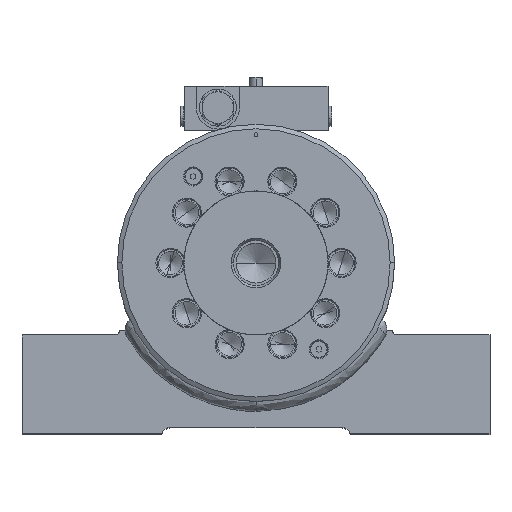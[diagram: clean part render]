
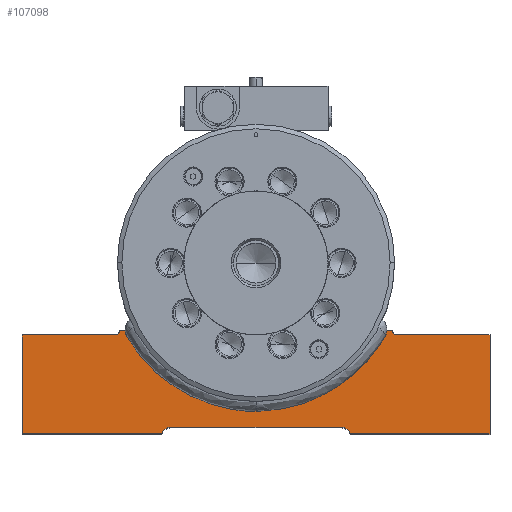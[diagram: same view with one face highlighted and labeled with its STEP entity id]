
A CAD part, top view. The second image highlights one B-rep face of the part: STEP entity #107098.
In plain terms, the highlighted planar face has unit normal (0, 0, 1).
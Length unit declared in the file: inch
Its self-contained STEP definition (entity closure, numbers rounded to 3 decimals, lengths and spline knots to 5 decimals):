
#1263 = CARTESIAN_POINT ( 'NONE',  ( 6.5, -4.75, -1.12475 ) ) ;
#2315 = DIRECTION ( 'NONE',  ( -1., 0., 0. ) ) ;
#2678 = VERTEX_POINT ( 'NONE', #136137 ) ;
#4722 = VERTEX_POINT ( 'NONE', #132324 ) ;
#5129 = VECTOR ( 'NONE', #124454, 39.37008 ) ;
#5256 = CARTESIAN_POINT ( 'NONE',  ( -6.5, -4.9375, -1.12475 ) ) ;
#5285 = ORIENTED_EDGE ( 'NONE', *, *, #110999, .T. ) ;
#6854 = VECTOR ( 'NONE', #20645, 39.37008 ) ;
#7751 = ORIENTED_EDGE ( 'NONE', *, *, #136181, .T. ) ;
#8020 = EDGE_CURVE ( 'NONE', #44462, #62951, #127977, .T. ) ;
#10689 = LINE ( 'NONE', #131396, #63204 ) ;
#11530 = CIRCLE ( 'NONE', #49102, 0.09375 ) ;
#11740 = ORIENTED_EDGE ( 'NONE', *, *, #90027, .F. ) ;
#11975 = VERTEX_POINT ( 'NONE', #116823 ) ;
#11996 = CARTESIAN_POINT ( 'NONE',  ( 6.5, -4.75, -1.12475 ) ) ;
#12227 = LINE ( 'NONE', #14424, #110797 ) ;
#12303 = VERTEX_POINT ( 'NONE', #92352 ) ;
#14424 = CARTESIAN_POINT ( 'NONE',  ( 0., -4.75, -1.12475 ) ) ;
#14752 = DIRECTION ( 'NONE',  ( 1., 0., 0. ) ) ;
#18630 = CARTESIAN_POINT ( 'NONE',  ( 2.375, -4.5625, -1.12475 ) ) ;
#18848 = LINE ( 'NONE', #132687, #120686 ) ;
#19259 = CARTESIAN_POINT ( 'NONE',  ( 3.8, 0., -1.12475 ) ) ;
#19792 = CARTESIAN_POINT ( 'NONE',  ( 3.8, -1.90625, -1.12475 ) ) ;
#19948 = ORIENTED_EDGE ( 'NONE', *, *, #85763, .F. ) ;
#20645 = DIRECTION ( 'NONE',  ( -1., 0., 0. ) ) ;
#21120 = CARTESIAN_POINT ( 'NONE',  ( -6.5, -1.875, -1.12475 ) ) ;
#21413 = AXIS2_PLACEMENT_3D ( 'NONE', #108760, #77543, #129505 ) ;
#21926 = ORIENTED_EDGE ( 'NONE', *, *, #73184, .T. ) ;
#22047 = EDGE_CURVE ( 'NONE', #24828, #129119, #116858, .T. ) ;
#22424 = CARTESIAN_POINT ( 'NONE',  ( 2.375, -4.5625, -1.12475 ) ) ;
#24467 = DIRECTION ( 'NONE',  ( -1., 0., 0. ) ) ;
#24828 = VERTEX_POINT ( 'NONE', #106075 ) ;
#27827 = DIRECTION ( 'NONE',  ( 1., 0., 0. ) ) ;
#28148 = DIRECTION ( 'NONE',  ( 0., 0., -1. ) ) ;
#35700 = LINE ( 'NONE', #87520, #76822 ) ;
#37014 = ORIENTED_EDGE ( 'NONE', *, *, #127107, .T. ) ;
#38887 = FACE_OUTER_BOUND ( 'NONE', #90265, .T. ) ;
#39140 = CARTESIAN_POINT ( 'NONE',  ( -3.8, -1.875, -1.12475 ) ) ;
#41307 = LINE ( 'NONE', #21120, #6854 ) ;
#43926 = ORIENTED_EDGE ( 'NONE', *, *, #122714, .T. ) ;
#44391 = DIRECTION ( 'NONE',  ( 1., 0., 0. ) ) ;
#44462 = VERTEX_POINT ( 'NONE', #22424 ) ;
#44575 = DIRECTION ( 'NONE',  ( 0., 0., 1. ) ) ;
#47735 = DIRECTION ( 'NONE',  ( 0., 1., 0. ) ) ;
#48007 = CARTESIAN_POINT ( 'NONE',  ( 2.61706, -4.75, -1.12475 ) ) ;
#48081 = DIRECTION ( 'NONE',  ( 0., 1., 0. ) ) ;
#49102 = AXIS2_PLACEMENT_3D ( 'NONE', #118085, #44575, #24467 ) ;
#49227 = CARTESIAN_POINT ( 'NONE',  ( 0., 0., -1.12475 ) ) ;
#50719 = CARTESIAN_POINT ( 'NONE',  ( 3.89375, -2., -1.12475 ) ) ;
#51793 = CARTESIAN_POINT ( 'NONE',  ( -2.61706, -4.75, -1.12475 ) ) ;
#53471 = DIRECTION ( 'NONE',  ( 0., 0., -1. ) ) ;
#55807 = ORIENTED_EDGE ( 'NONE', *, *, #99468, .F. ) ;
#57617 = CARTESIAN_POINT ( 'NONE',  ( -2.375, -4.8125, -1.12475 ) ) ;
#62701 = VECTOR ( 'NONE', #27827, 39.37008 ) ;
#62951 = VERTEX_POINT ( 'NONE', #48007 ) ;
#63204 = VECTOR ( 'NONE', #14752, 39.37008 ) ;
#64503 = DIRECTION ( 'NONE',  ( -1., 0., 0. ) ) ;
#64530 = CARTESIAN_POINT ( 'NONE',  ( 6.5, -2., -1.12475 ) ) ;
#64552 = VERTEX_POINT ( 'NONE', #73618 ) ;
#67300 = EDGE_CURVE ( 'NONE', #82574, #2678, #119806, .T. ) ;
#70490 = VERTEX_POINT ( 'NONE', #1263 ) ;
#70658 = CARTESIAN_POINT ( 'NONE',  ( 6.5, -1.875, -1.12475 ) ) ;
#72114 = VECTOR ( 'NONE', #47735, 39.37008 ) ;
#73184 = EDGE_CURVE ( 'NONE', #24828, #12303, #109852, .T. ) ;
#73618 = CARTESIAN_POINT ( 'NONE',  ( -2.375, -4.5625, -1.12475 ) ) ;
#73762 = CARTESIAN_POINT ( 'NONE',  ( 3.3052, -1.875, -1.12475 ) ) ;
#74600 = DIRECTION ( 'NONE',  ( -1., 0., 0. ) ) ;
#75697 = CARTESIAN_POINT ( 'NONE',  ( -3.89375, -2., -1.12475 ) ) ;
#76822 = VECTOR ( 'NONE', #44391, 39.37008 ) ;
#76882 = ORIENTED_EDGE ( 'NONE', *, *, #8020, .T. ) ;
#77482 = DIRECTION ( 'NONE',  ( 0., 0., 1. ) ) ;
#77543 = DIRECTION ( 'NONE',  ( 0., 0., 1. ) ) ;
#77922 = DIRECTION ( 'NONE',  ( -1., 0., 0. ) ) ;
#78742 = DIRECTION ( 'NONE',  ( 0., -1., 0. ) ) ;
#79607 = VERTEX_POINT ( 'NONE', #64530 ) ;
#81453 = EDGE_CURVE ( 'NONE', #4722, #104517, #18848, .T. ) ;
#82574 = VERTEX_POINT ( 'NONE', #84037 ) ;
#84037 = CARTESIAN_POINT ( 'NONE',  ( -6.5, -2., -1.12475 ) ) ;
#85153 = CARTESIAN_POINT ( 'NONE',  ( 2.375, -4.8125, -1.12475 ) ) ;
#85763 = EDGE_CURVE ( 'NONE', #82574, #125075, #10689, .T. ) ;
#87496 = DIRECTION ( 'NONE',  ( 0., 0., -1. ) ) ;
#87520 = CARTESIAN_POINT ( 'NONE',  ( 3.89375, -2., -1.12475 ) ) ;
#87808 = DIRECTION ( 'NONE',  ( -1., 0., 0. ) ) ;
#87809 = LINE ( 'NONE', #11996, #101035 ) ;
#90027 = EDGE_CURVE ( 'NONE', #110119, #79607, #35700, .T. ) ;
#90265 = EDGE_LOOP ( 'NONE', ( #11740, #116825, #136142, #21926, #43926, #125033, #100089, #130874, #19948, #130882, #109156, #37014, #7751, #76882, #55807, #5285 ) ) ;
#92352 = CARTESIAN_POINT ( 'NONE',  ( 3.3052, -1.875, -1.12475 ) ) ;
#92889 = CIRCLE ( 'NONE', #118730, 0.25 ) ;
#93374 = VECTOR ( 'NONE', #64503, 39.37008 ) ;
#93959 = LINE ( 'NONE', #18630, #62701 ) ;
#94099 = CIRCLE ( 'NONE', #111499, 0.09375 ) ;
#99468 = EDGE_CURVE ( 'NONE', #70490, #62951, #87809, .T. ) ;
#100089 = ORIENTED_EDGE ( 'NONE', *, *, #81453, .F. ) ;
#100267 = EDGE_CURVE ( 'NONE', #11975, #104517, #41307, .T. ) ;
#101035 = VECTOR ( 'NONE', #2315, 39.37008 ) ;
#104517 = VERTEX_POINT ( 'NONE', #39140 ) ;
#106075 = CARTESIAN_POINT ( 'NONE',  ( 3.8, -1.875, -1.12475 ) ) ;
#107098 = ADVANCED_FACE ( 'NONE', ( #38887 ), #109211, .T. ) ;
#108760 = CARTESIAN_POINT ( 'NONE',  ( 0., 0., -1.12475 ) ) ;
#109156 = ORIENTED_EDGE ( 'NONE', *, *, #120700, .F. ) ;
#109211 = PLANE ( 'NONE',  #21413 ) ;
#109832 = EDGE_CURVE ( 'NONE', #129119, #110119, #94099, .T. ) ;
#109852 = LINE ( 'NONE', #73762, #93374 ) ;
#110119 = VERTEX_POINT ( 'NONE', #50719 ) ;
#110643 = EDGE_CURVE ( 'NONE', #125075, #4722, #11530, .T. ) ;
#110797 = VECTOR ( 'NONE', #87808, 39.37008 ) ;
#110999 = EDGE_CURVE ( 'NONE', #70490, #79607, #123040, .T. ) ;
#111499 = AXIS2_PLACEMENT_3D ( 'NONE', #130759, #77482, #77922 ) ;
#113301 = VERTEX_POINT ( 'NONE', #51793 ) ;
#116512 = VECTOR ( 'NONE', #78742, 39.37008 ) ;
#116823 = CARTESIAN_POINT ( 'NONE',  ( -3.3052, -1.875, -1.12475 ) ) ;
#116825 = ORIENTED_EDGE ( 'NONE', *, *, #109832, .F. ) ;
#116858 = LINE ( 'NONE', #19259, #5129 ) ;
#118085 = CARTESIAN_POINT ( 'NONE',  ( -3.89375, -1.90625, -1.12475 ) ) ;
#118730 = AXIS2_PLACEMENT_3D ( 'NONE', #57617, #87496, #131211 ) ;
#119806 = LINE ( 'NONE', #5256, #116512 ) ;
#120686 = VECTOR ( 'NONE', #48081, 39.37008 ) ;
#120700 = EDGE_CURVE ( 'NONE', #113301, #2678, #12227, .T. ) ;
#122714 = EDGE_CURVE ( 'NONE', #12303, #11975, #132514, .T. ) ;
#123040 = LINE ( 'NONE', #70658, #72114 ) ;
#124454 = DIRECTION ( 'NONE',  ( 0., -1., 0. ) ) ;
#124610 = DIRECTION ( 'NONE',  ( 1., 0., 0. ) ) ;
#125033 = ORIENTED_EDGE ( 'NONE', *, *, #100267, .T. ) ;
#125075 = VERTEX_POINT ( 'NONE', #75697 ) ;
#127107 = EDGE_CURVE ( 'NONE', #113301, #64552, #92889, .T. ) ;
#127977 = CIRCLE ( 'NONE', #128779, 0.25 ) ;
#128779 = AXIS2_PLACEMENT_3D ( 'NONE', #85153, #53471, #74600 ) ;
#129119 = VERTEX_POINT ( 'NONE', #19792 ) ;
#129505 = DIRECTION ( 'NONE',  ( 1., 0., 0. ) ) ;
#130759 = CARTESIAN_POINT ( 'NONE',  ( 3.89375, -1.90625, -1.12475 ) ) ;
#130874 = ORIENTED_EDGE ( 'NONE', *, *, #110643, .F. ) ;
#130882 = ORIENTED_EDGE ( 'NONE', *, *, #67300, .T. ) ;
#131211 = DIRECTION ( 'NONE',  ( 1., 0., 0. ) ) ;
#131396 = CARTESIAN_POINT ( 'NONE',  ( -6.5, -2., -1.12475 ) ) ;
#132324 = CARTESIAN_POINT ( 'NONE',  ( -3.8, -1.90625, -1.12475 ) ) ;
#132514 = CIRCLE ( 'NONE', #133720, 3.8 ) ;
#132687 = CARTESIAN_POINT ( 'NONE',  ( -3.8, -1.90625, -1.12475 ) ) ;
#133720 = AXIS2_PLACEMENT_3D ( 'NONE', #49227, #28148, #124610 ) ;
#136137 = CARTESIAN_POINT ( 'NONE',  ( -6.5, -4.75, -1.12475 ) ) ;
#136142 = ORIENTED_EDGE ( 'NONE', *, *, #22047, .F. ) ;
#136181 = EDGE_CURVE ( 'NONE', #64552, #44462, #93959, .T. ) ;
